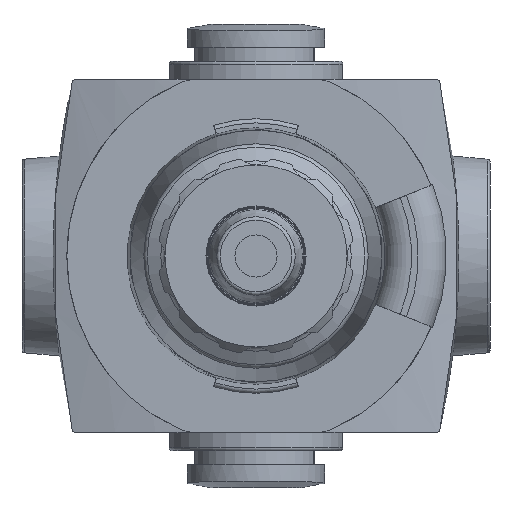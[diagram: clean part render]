
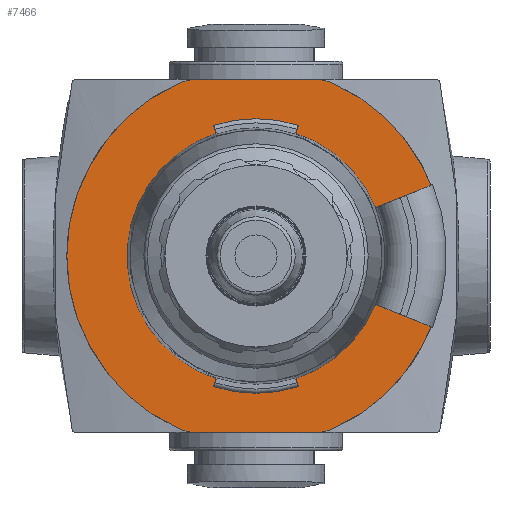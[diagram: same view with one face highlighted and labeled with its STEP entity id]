
A CAD part, front view. The second image highlights one B-rep face of the part: STEP entity #7466.
In plain terms, the highlighted planar face has unit normal (0, -1, 0).
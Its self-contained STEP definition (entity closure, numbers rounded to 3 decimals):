
#197=LINE('',#10140,#493);
#198=LINE('',#10148,#494);
#199=LINE('',#10153,#495);
#200=LINE('',#10158,#496);
#201=LINE('',#10162,#497);
#202=LINE('',#10166,#498);
#203=LINE('',#10170,#499);
#204=LINE('',#10174,#500);
#493=VECTOR('',#8502,1000.);
#494=VECTOR('',#8509,1000.);
#495=VECTOR('',#8514,1000.);
#496=VECTOR('',#8517,1000.);
#497=VECTOR('',#8520,1000.);
#498=VECTOR('',#8523,1000.);
#499=VECTOR('',#8526,1000.);
#500=VECTOR('',#8529,1000.);
#790=PLANE('',#7825);
#929=CIRCLE('',#7826,3.);
#930=CIRCLE('',#7827,3.);
#931=CIRCLE('',#7828,13.5);
#932=CIRCLE('',#7829,3.);
#933=CIRCLE('',#7830,3.);
#934=CIRCLE('',#7831,13.5);
#935=CIRCLE('',#7832,9.2);
#936=CIRCLE('',#7833,9.8);
#937=CIRCLE('',#7834,9.2);
#938=CIRCLE('',#7835,10.1);
#939=CIRCLE('',#7836,9.2);
#940=CIRCLE('',#7837,9.8);
#1241=ORIENTED_EDGE('',*,*,#2722,.F.);
#1242=ORIENTED_EDGE('',*,*,#2723,.F.);
#1243=ORIENTED_EDGE('',*,*,#2724,.F.);
#1244=ORIENTED_EDGE('',*,*,#2725,.F.);
#1245=ORIENTED_EDGE('',*,*,#2726,.F.);
#1246=ORIENTED_EDGE('',*,*,#2727,.F.);
#1247=ORIENTED_EDGE('',*,*,#2728,.F.);
#1248=ORIENTED_EDGE('',*,*,#2729,.F.);
#1249=ORIENTED_EDGE('',*,*,#2730,.T.);
#1250=ORIENTED_EDGE('',*,*,#2731,.F.);
#1251=ORIENTED_EDGE('',*,*,#2732,.T.);
#1252=ORIENTED_EDGE('',*,*,#2733,.T.);
#1253=ORIENTED_EDGE('',*,*,#2734,.F.);
#1254=ORIENTED_EDGE('',*,*,#2735,.F.);
#1255=ORIENTED_EDGE('',*,*,#2736,.F.);
#1256=ORIENTED_EDGE('',*,*,#2737,.F.);
#1257=ORIENTED_EDGE('',*,*,#2738,.T.);
#1258=ORIENTED_EDGE('',*,*,#2739,.F.);
#1259=ORIENTED_EDGE('',*,*,#2740,.F.);
#1260=ORIENTED_EDGE('',*,*,#2741,.F.);
#2722=EDGE_CURVE('',#3462,#3463,#929,.T.);
#2723=EDGE_CURVE('',#3464,#3462,#197,.T.);
#2724=EDGE_CURVE('',#3465,#3464,#930,.T.);
#2725=EDGE_CURVE('',#3466,#3465,#931,.T.);
#2726=EDGE_CURVE('',#3467,#3466,#932,.T.);
#2727=EDGE_CURVE('',#3468,#3467,#198,.T.);
#2728=EDGE_CURVE('',#3469,#3468,#933,.T.);
#2729=EDGE_CURVE('',#3463,#3469,#934,.T.);
#2730=EDGE_CURVE('',#3470,#3471,#199,.T.);
#2731=EDGE_CURVE('',#3472,#3471,#935,.F.);
#2732=EDGE_CURVE('',#3472,#3473,#200,.T.);
#2733=EDGE_CURVE('',#3473,#3474,#936,.T.);
#2734=EDGE_CURVE('',#3475,#3474,#201,.T.);
#2735=EDGE_CURVE('',#3476,#3475,#937,.F.);
#2736=EDGE_CURVE('',#3477,#3476,#202,.T.);
#2737=EDGE_CURVE('',#3478,#3477,#938,.T.);
#2738=EDGE_CURVE('',#3478,#3479,#203,.T.);
#2739=EDGE_CURVE('',#3480,#3479,#939,.F.);
#2740=EDGE_CURVE('',#3481,#3480,#204,.T.);
#2741=EDGE_CURVE('',#3470,#3481,#940,.T.);
#3462=VERTEX_POINT('',#10138);
#3463=VERTEX_POINT('',#10139);
#3464=VERTEX_POINT('',#10141);
#3465=VERTEX_POINT('',#10143);
#3466=VERTEX_POINT('',#10145);
#3467=VERTEX_POINT('',#10147);
#3468=VERTEX_POINT('',#10149);
#3469=VERTEX_POINT('',#10151);
#3470=VERTEX_POINT('',#10154);
#3471=VERTEX_POINT('',#10155);
#3472=VERTEX_POINT('',#10157);
#3473=VERTEX_POINT('',#10159);
#3474=VERTEX_POINT('',#10161);
#3475=VERTEX_POINT('',#10163);
#3476=VERTEX_POINT('',#10165);
#3477=VERTEX_POINT('',#10167);
#3478=VERTEX_POINT('',#10169);
#3479=VERTEX_POINT('',#10171);
#3480=VERTEX_POINT('',#10173);
#3481=VERTEX_POINT('',#10175);
#4103=EDGE_LOOP('',(#1241,#1242,#1243,#1244,#1245,#1246,#1247,#1248));
#4104=EDGE_LOOP('',(#1249,#1250,#1251,#1252,#1253,#1254,#1255,#1256,#1257,
#1258,#1259,#1260));
#4561=FACE_BOUND('',#4103,.T.);
#4562=FACE_BOUND('',#4104,.T.);
#7466=ADVANCED_FACE('',(#4561,#4562),#790,.F.);
#7825=AXIS2_PLACEMENT_3D('',#10136,#8498,#8499);
#7826=AXIS2_PLACEMENT_3D('',#10137,#8500,#8501);
#7827=AXIS2_PLACEMENT_3D('',#10142,#8503,#8504);
#7828=AXIS2_PLACEMENT_3D('',#10144,#8505,#8506);
#7829=AXIS2_PLACEMENT_3D('',#10146,#8507,#8508);
#7830=AXIS2_PLACEMENT_3D('',#10150,#8510,#8511);
#7831=AXIS2_PLACEMENT_3D('',#10152,#8512,#8513);
#7832=AXIS2_PLACEMENT_3D('',#10156,#8515,#8516);
#7833=AXIS2_PLACEMENT_3D('',#10160,#8518,#8519);
#7834=AXIS2_PLACEMENT_3D('',#10164,#8521,#8522);
#7835=AXIS2_PLACEMENT_3D('',#10168,#8524,#8525);
#7836=AXIS2_PLACEMENT_3D('',#10172,#8527,#8528);
#7837=AXIS2_PLACEMENT_3D('',#10176,#8530,#8531);
#8498=DIRECTION('',(0.,1.,0.));
#8499=DIRECTION('',(0.,0.,1.));
#8500=DIRECTION('',(0.,1.,0.));
#8501=DIRECTION('',(1.,0.,0.));
#8502=DIRECTION('',(-1.,0.,0.));
#8503=DIRECTION('',(0.,1.,0.));
#8504=DIRECTION('',(1.,0.,0.));
#8505=DIRECTION('',(0.,1.,0.));
#8506=DIRECTION('',(1.,0.,0.));
#8507=DIRECTION('',(0.,1.,0.));
#8508=DIRECTION('',(1.,0.,0.));
#8509=DIRECTION('',(1.,0.,0.));
#8510=DIRECTION('',(0.,1.,0.));
#8511=DIRECTION('',(1.,0.,0.));
#8512=DIRECTION('',(0.,1.,0.));
#8513=DIRECTION('',(1.,0.,0.));
#8514=DIRECTION('',(0.309,0.,0.951));
#8515=DIRECTION('',(0.,1.,0.));
#8516=DIRECTION('',(0.,0.,1.));
#8517=DIRECTION('',(-0.309,0.,0.951));
#8518=DIRECTION('',(0.,1.,0.));
#8519=DIRECTION('',(0.,0.,1.));
#8520=DIRECTION('',(0.309,0.,0.951));
#8521=DIRECTION('',(0.,1.,0.));
#8522=DIRECTION('',(0.,0.,1.));
#8523=DIRECTION('',(-0.927,0.,-0.375));
#8524=DIRECTION('',(0.,-1.,0.));
#8525=DIRECTION('',(1.,0.,0.));
#8526=DIRECTION('',(-0.927,0.,0.375));
#8527=DIRECTION('',(0.,1.,0.));
#8528=DIRECTION('',(0.,0.,1.));
#8529=DIRECTION('',(-0.309,0.,0.951));
#8530=DIRECTION('',(0.,-1.,0.));
#8531=DIRECTION('',(0.,0.,-1.));
#10136=CARTESIAN_POINT('',(-4.253,-17.6,-9.6));
#10137=CARTESIAN_POINT('',(-4.253,-17.6,-9.6));
#10138=CARTESIAN_POINT('',(-4.253,-17.6,-12.6));
#10139=CARTESIAN_POINT('',(-5.468,-17.6,-12.343));
#10140=CARTESIAN_POINT('',(4.253,-17.6,-12.6));
#10141=CARTESIAN_POINT('',(4.253,-17.6,-12.6));
#10142=CARTESIAN_POINT('',(4.253,-17.6,-9.6));
#10143=CARTESIAN_POINT('',(5.468,-17.6,-12.343));
#10144=CARTESIAN_POINT('',(0.,-17.6,0.));
#10145=CARTESIAN_POINT('',(5.468,-17.6,12.343));
#10146=CARTESIAN_POINT('',(4.253,-17.6,9.6));
#10147=CARTESIAN_POINT('',(4.253,-17.6,12.6));
#10148=CARTESIAN_POINT('',(-4.253,-17.6,12.6));
#10149=CARTESIAN_POINT('',(-4.253,-17.6,12.6));
#10150=CARTESIAN_POINT('',(-4.253,-17.6,9.6));
#10151=CARTESIAN_POINT('',(-5.468,-17.6,12.343));
#10152=CARTESIAN_POINT('',(0.,-17.6,0.));
#10153=CARTESIAN_POINT('',(-3.028,-17.6,-9.32));
#10154=CARTESIAN_POINT('',(-3.028,-17.6,-9.32));
#10155=CARTESIAN_POINT('',(-2.843,-17.6,-8.75));
#10156=CARTESIAN_POINT('',(0.,-17.6,0.));
#10157=CARTESIAN_POINT('',(-2.843,-17.6,8.75));
#10158=CARTESIAN_POINT('',(-2.812,-17.6,8.655));
#10159=CARTESIAN_POINT('',(-3.028,-17.6,9.32));
#10160=CARTESIAN_POINT('',(0.,-17.6,0.));
#10161=CARTESIAN_POINT('',(3.028,-17.6,9.32));
#10162=CARTESIAN_POINT('',(2.812,-17.6,8.655));
#10163=CARTESIAN_POINT('',(2.843,-17.6,8.75));
#10164=CARTESIAN_POINT('',(0.,-17.6,0.));
#10165=CARTESIAN_POINT('',(8.53,-17.6,3.446));
#10166=CARTESIAN_POINT('',(9.365,-17.6,3.784));
#10167=CARTESIAN_POINT('',(9.365,-17.6,3.784));
#10168=CARTESIAN_POINT('',(0.,-17.6,0.));
#10169=CARTESIAN_POINT('',(9.365,-17.6,-3.784));
#10170=CARTESIAN_POINT('',(9.365,-17.6,-3.784));
#10171=CARTESIAN_POINT('',(8.53,-17.6,-3.446));
#10172=CARTESIAN_POINT('',(0.,-17.6,0.));
#10173=CARTESIAN_POINT('',(2.843,-17.6,-8.75));
#10174=CARTESIAN_POINT('',(3.028,-17.6,-9.32));
#10175=CARTESIAN_POINT('',(3.028,-17.6,-9.32));
#10176=CARTESIAN_POINT('',(0.,-17.6,0.));
